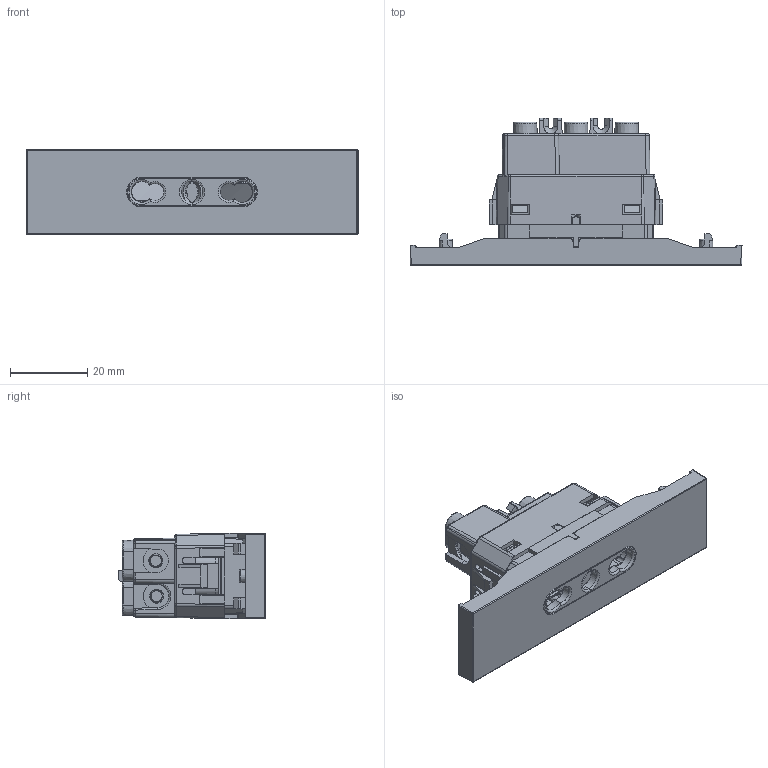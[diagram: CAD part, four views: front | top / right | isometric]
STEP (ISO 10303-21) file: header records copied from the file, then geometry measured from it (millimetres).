
FILE_DESCRIPTION((''),'2;1');
FILE_NAME('42203-LNOW_ASM_5_ASM','2023-11-13T',('admin'),(''),'PRO/ENGINEER BY PARAMETRIC TECHNOLOGY CORPORATION, 2012480','PRO/ENGINEER BY PARAMETRIC TECHNOLOGY CORPORATION, 2012480','');
FILE_SCHEMA(('CONFIG_CONTROL_DESIGN'));
Products named in the file (16): LF42203-LNOW_21; GAI-LNOW_6; PRT0022; PRT0023; PRT0024; ASM0008_ASM; PRT0025; M356_4; LK40207050_3; ASM0009_ASM; PRT0026; PRT0027; ASM0010_ASM; LNOW-MIANBAN_1; L-NOW-GUDING_1; 42203-LNOW_ASM_5_ASM
Assembly tree (17 placements, depth 3):
  42203-LNOW_ASM_5_ASM
    LF42203-LNOW_21
    GAI-LNOW_6
    ASM0008_ASM
      PRT0022
      PRT0023
      PRT0024
    ASM0009_ASM  x2
      PRT0025
      M356_4
      LK40207050_3
    ASM0010_ASM
      PRT0026
      PRT0027
    LNOW-MIANBAN_1
    L-NOW-GUDING_1  x2
Bounding box: 85.73 x 38.1 x 22.1 mm (x, y, z)
Volume: 15835.8 mm3; surface area: 28683.6 mm2
Topology: 13 solids, 16 shells, 2627 faces, 7508 edges, 4859 vertices
Faces by surface type: plane 1531, cylinder 601, bspline 233, extrusion 78, cone 76, sphere 70, torus 38
Entity records: 86600 total; most frequent: CARTESIAN_POINT 29494, ORIENTED_EDGE 12780, DIRECTION 10541, EDGE_CURVE 6390, VECTOR 4265, LINE 4187, VERTEX_POINT 4164, AXIS2_PLACEMENT_3D 3138
